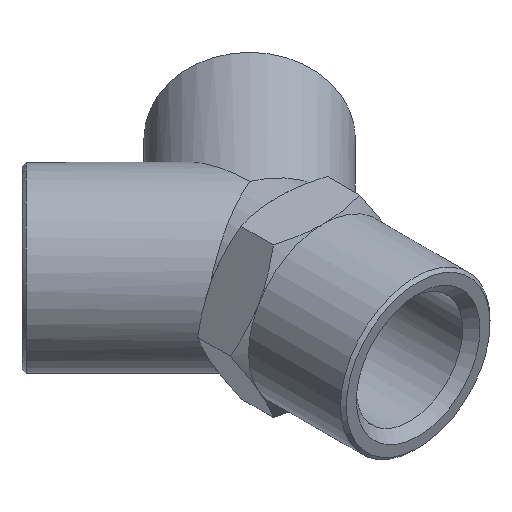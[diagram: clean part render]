
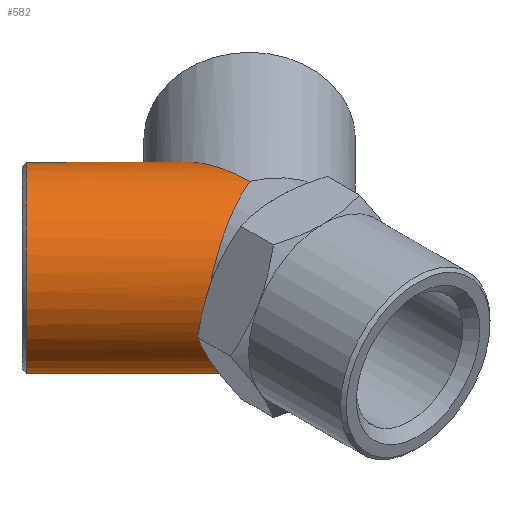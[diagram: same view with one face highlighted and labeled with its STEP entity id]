
A CAD part, isometric view. The second image highlights one B-rep face of the part: STEP entity #582.
In plain terms, the highlighted cylindrical face has radius 13 mm (diameter 26 mm), a full revolution.
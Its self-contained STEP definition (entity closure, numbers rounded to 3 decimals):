
#2 = AXIS2_PLACEMENT_3D ( 'NONE', #674, #672, #675 ) ;
#8 = EDGE_CURVE ( 'NONE', #433, #433, #264, .T. ) ;
#120 = AXIS2_PLACEMENT_3D ( 'NONE', #1118, #1117, #1116 ) ;
#144 = EDGE_CURVE ( 'NONE', #485, #476, #1154, .T. ) ;
#146 = EDGE_CURVE ( 'NONE', #484, #465, #1151, .T. ) ;
#153 = EDGE_CURVE ( 'NONE', #465, #485, #1177, .T. ) ;
#154 = EDGE_CURVE ( 'NONE', #476, #484, #1176, .T. ) ;
#188 = CYLINDRICAL_SURFACE ( 'NONE', #2, 13. ) ;
#189 = FACE_OUTER_BOUND ( 'NONE', #281, .T. ) ;
#208 = FACE_OUTER_BOUND ( 'NONE', #282, .T. ) ;
#264 = CIRCLE ( 'NONE', #120, 13. ) ;
#281 = EDGE_LOOP ( 'NONE', ( #504 ) ) ;
#282 = EDGE_LOOP ( 'NONE', ( #506, #507, #499, #500 ) ) ;
#433 = VERTEX_POINT ( 'NONE', #654 ) ;
#465 = VERTEX_POINT ( 'NONE', #769 ) ;
#476 = VERTEX_POINT ( 'NONE', #758 ) ;
#484 = VERTEX_POINT ( 'NONE', #750 ) ;
#485 = VERTEX_POINT ( 'NONE', #749 ) ;
#499 = ORIENTED_EDGE ( 'NONE', *, *, #153, .F. ) ;
#500 = ORIENTED_EDGE ( 'NONE', *, *, #146, .F. ) ;
#504 = ORIENTED_EDGE ( 'NONE', *, *, #8, .T. ) ;
#506 = ORIENTED_EDGE ( 'NONE', *, *, #154, .F. ) ;
#507 = ORIENTED_EDGE ( 'NONE', *, *, #144, .F. ) ;
#582 = ADVANCED_FACE ( 'NONE', ( #189, #208 ), #188, .T. ) ;
#654 = CARTESIAN_POINT ( 'NONE',  ( -225.393, 26.588, -25. ) ) ;
#672 = DIRECTION ( 'NONE',  ( -0.707, 0.707, 0. ) ) ;
#674 = CARTESIAN_POINT ( 'NONE',  ( -215.023, -2.166, -25. ) ) ;
#675 = DIRECTION ( 'NONE',  ( -0.707, -0.707, 0. ) ) ;
#749 = CARTESIAN_POINT ( 'NONE',  ( -215.14, -2.049, -12. ) ) ;
#750 = CARTESIAN_POINT ( 'NONE',  ( -226.728, -6.849, -30.892 ) ) ;
#758 = CARTESIAN_POINT ( 'NONE',  ( -226.728, -6.849, -19.108 ) ) ;
#769 = CARTESIAN_POINT ( 'NONE',  ( -215.14, -2.049, -38. ) ) ;
#795 = CARTESIAN_POINT ( 'NONE',  ( -226.728, -6.849, -30.892 ) ) ;
#796 = CARTESIAN_POINT ( 'NONE',  ( -227.013, -6.881, -30.453 ) ) ;
#797 = CARTESIAN_POINT ( 'NONE',  ( -227.266, -6.91, -29.998 ) ) ;
#798 = CARTESIAN_POINT ( 'NONE',  ( -227.708, -6.963, -29.056 ) ) ;
#799 = CARTESIAN_POINT ( 'NONE',  ( -227.898, -6.986, -28.565 ) ) ;
#800 = CARTESIAN_POINT ( 'NONE',  ( -228.354, -7.043, -27.073 ) ) ;
#801 = CARTESIAN_POINT ( 'NONE',  ( -228.511, -7.064, -26.051 ) ) ;
#802 = CARTESIAN_POINT ( 'NONE',  ( -228.511, -7.064, -24.477 ) ) ;
#803 = CARTESIAN_POINT ( 'NONE',  ( -228.471, -7.058, -23.958 ) ) ;
#804 = CARTESIAN_POINT ( 'NONE',  ( -228.355, -7.043, -23.186 ) ) ;
#805 = CARTESIAN_POINT ( 'NONE',  ( -228.306, -7.037, -22.93 ) ) ;
#806 = CARTESIAN_POINT ( 'NONE',  ( -228.19, -7.023, -22.421 ) ) ;
#807 = CARTESIAN_POINT ( 'NONE',  ( -228.122, -7.014, -22.167 ) ) ;
#808 = CARTESIAN_POINT ( 'NONE',  ( -227.74, -6.966, -20.921 ) ) ;
#811 = CARTESIAN_POINT ( 'NONE',  ( -215.14, -2.049, -12. ) ) ;
#812 = CARTESIAN_POINT ( 'NONE',  ( -215.14, 8.72, -12. ) ) ;
#813 = CARTESIAN_POINT ( 'NONE',  ( -215.14, 16.335, -17.385 ) ) ;
#814 = CARTESIAN_POINT ( 'NONE',  ( -215.14, 16.335, -25. ) ) ;
#815 = CARTESIAN_POINT ( 'NONE',  ( -215.14, 16.335, -32.615 ) ) ;
#816 = CARTESIAN_POINT ( 'NONE',  ( -226.728, -6.849, -19.108 ) ) ;
#817 = CARTESIAN_POINT ( 'NONE',  ( -227.297, -6.912, -19.986 ) ) ;
#830 = CARTESIAN_POINT ( 'NONE',  ( -215.14, 8.72, -38. ) ) ;
#831 = CARTESIAN_POINT ( 'NONE',  ( -215.14, -2.049, -38. ) ) ;
#842 = CARTESIAN_POINT ( 'NONE',  ( -215.14, -2.049, -38. ) ) ;
#843 = CARTESIAN_POINT ( 'NONE',  ( -226.728, -6.849, -30.892 ) ) ;
#846 = CARTESIAN_POINT ( 'NONE',  ( -224.45, -5.906, -35.372 ) ) ;
#847 = CARTESIAN_POINT ( 'NONE',  ( -226.728, -6.849, -19.108 ) ) ;
#848 = CARTESIAN_POINT ( 'NONE',  ( -224.45, -5.906, -14.628 ) ) ;
#851 = CARTESIAN_POINT ( 'NONE',  ( -220.166, -4.131, -38. ) ) ;
#856 = CARTESIAN_POINT ( 'NONE',  ( -220.166, -4.131, -12. ) ) ;
#860 = CARTESIAN_POINT ( 'NONE',  ( -215.14, -2.049, -12. ) ) ;
#1116 = DIRECTION ( 'NONE',  ( 0.707, 0.707, 0. ) ) ;
#1117 = DIRECTION ( 'NONE',  ( 0.707, -0.707, 0. ) ) ;
#1118 = CARTESIAN_POINT ( 'NONE',  ( -234.585, 17.396, -25. ) ) ;
#1151 =( BOUNDED_CURVE ( )  B_SPLINE_CURVE ( 3, ( #843, #846, #851, #842 ),
 .UNSPECIFIED., .F., .F. ) 
 B_SPLINE_CURVE_WITH_KNOTS ( ( 4, 4 ),
 ( 0.47, 1.571 ),
 .UNSPECIFIED. ) 
 CURVE ( )  GEOMETRIC_REPRESENTATION_ITEM ( )  RATIONAL_B_SPLINE_CURVE ( ( 1., 0.902, 0.902, 1. ) ) 
 REPRESENTATION_ITEM ( '' )  );
#1154 =( BOUNDED_CURVE ( )  B_SPLINE_CURVE ( 3, ( #860, #856, #848, #847 ),
 .UNSPECIFIED., .F., .F. ) 
 B_SPLINE_CURVE_WITH_KNOTS ( ( 4, 4 ),
 ( 4.712, 5.813 ),
 .UNSPECIFIED. ) 
 CURVE ( )  GEOMETRIC_REPRESENTATION_ITEM ( )  RATIONAL_B_SPLINE_CURVE ( ( 1., 0.902, 0.902, 1. ) ) 
 REPRESENTATION_ITEM ( '' )  );
#1176 = B_SPLINE_CURVE_WITH_KNOTS ( 'NONE', 3,
 ( #816, #817, #808, #807, #806, #805, #804, #803, #802, #801, #800, #799, #798, #797, #796, #795 ),
 .UNSPECIFIED., .F., .F.,
 ( 4, 2, 2, 2, 2, 2, 2, 4 ),
 ( -0.006, -0.003, -0.002, -0.002, 0., 0.003, 0.005, 0.006 ),
 .UNSPECIFIED. ) ;
#1177 =( BOUNDED_CURVE ( )  B_SPLINE_CURVE ( 3, ( #831, #830, #815, #814, #813, #812, #811 ),
 .UNSPECIFIED., .F., .F. ) 
 B_SPLINE_CURVE_WITH_KNOTS ( ( 4, 3, 4 ),
 ( 4.712, 6.283, 7.854 ),
 .UNSPECIFIED. ) 
 CURVE ( )  GEOMETRIC_REPRESENTATION_ITEM ( )  RATIONAL_B_SPLINE_CURVE ( ( 1., 0.805, 0.805, 1., 0.805, 0.805, 1. ) ) 
 REPRESENTATION_ITEM ( '' )  );
